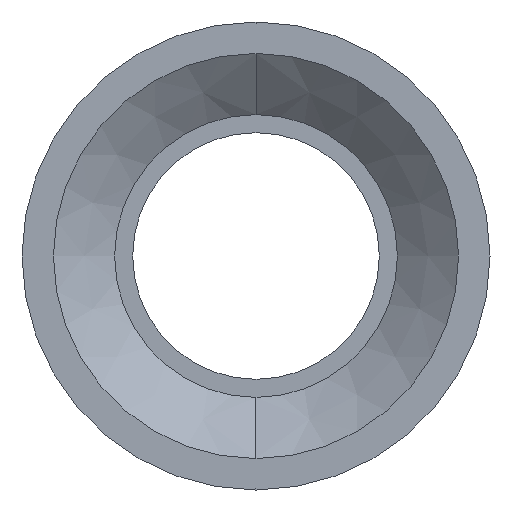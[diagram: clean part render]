
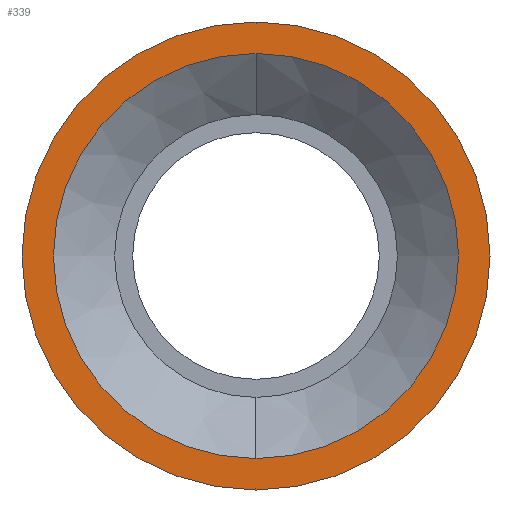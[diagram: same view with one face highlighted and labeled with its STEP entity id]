
A CAD part, left-side view. The second image highlights one B-rep face of the part: STEP entity #339.
In plain terms, the highlighted planar face has unit normal (-1, 0, 0).
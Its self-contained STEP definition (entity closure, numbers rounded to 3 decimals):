
#6 = EDGE_CURVE ( 'NONE', #264, #127, #368, .T. ) ;
#14 = DIRECTION ( 'NONE',  ( 0., 0., 1. ) ) ;
#21 = EDGE_LOOP ( 'NONE', ( #95, #183 ) ) ;
#41 = DIRECTION ( 'NONE',  ( -1., 0., 0. ) ) ;
#54 = CARTESIAN_POINT ( 'NONE',  ( -15., 0., 0. ) ) ;
#59 = AXIS2_PLACEMENT_3D ( 'NONE', #541, #419, #363 ) ;
#66 = CIRCLE ( 'NONE', #336, 20.772 ) ;
#74 = ORIENTED_EDGE ( 'NONE', *, *, #6, .T. ) ;
#78 = DIRECTION ( 'NONE',  ( 0., 0., 1. ) ) ;
#95 = ORIENTED_EDGE ( 'NONE', *, *, #550, .F. ) ;
#106 = EDGE_LOOP ( 'NONE', ( #260, #74 ) ) ;
#127 = VERTEX_POINT ( 'NONE', #570 ) ;
#181 = FACE_OUTER_BOUND ( 'NONE', #106, .T. ) ;
#183 = ORIENTED_EDGE ( 'NONE', *, *, #496, .F. ) ;
#260 = ORIENTED_EDGE ( 'NONE', *, *, #310, .T. ) ;
#264 = VERTEX_POINT ( 'NONE', #493 ) ;
#267 = AXIS2_PLACEMENT_3D ( 'NONE', #342, #473, #78 ) ;
#271 = VERTEX_POINT ( 'NONE', #545 ) ;
#276 = CARTESIAN_POINT ( 'NONE',  ( -15., 0., 0. ) ) ;
#310 = EDGE_CURVE ( 'NONE', #127, #264, #415, .T. ) ;
#336 = AXIS2_PLACEMENT_3D ( 'NONE', #276, #353, #349 ) ;
#339 = ADVANCED_FACE ( 'NONE', ( #430, #181 ), #497, .F. ) ;
#342 = CARTESIAN_POINT ( 'NONE',  ( -15., 0., 0. ) ) ;
#349 = DIRECTION ( 'NONE',  ( 0., 0., 1. ) ) ;
#353 = DIRECTION ( 'NONE',  ( -1., 0., 0. ) ) ;
#363 = DIRECTION ( 'NONE',  ( 0., 0., -1. ) ) ;
#368 = CIRCLE ( 'NONE', #399, 24. ) ;
#399 = AXIS2_PLACEMENT_3D ( 'NONE', #569, #41, #404 ) ;
#404 = DIRECTION ( 'NONE',  ( 0., 0., 1. ) ) ;
#415 = CIRCLE ( 'NONE', #519, 24. ) ;
#419 = DIRECTION ( 'NONE',  ( 1., 0., 0. ) ) ;
#421 = CIRCLE ( 'NONE', #267, 20.772 ) ;
#430 = FACE_BOUND ( 'NONE', #21, .T. ) ;
#452 = DIRECTION ( 'NONE',  ( -1., 0., 0. ) ) ;
#470 = CARTESIAN_POINT ( 'NONE',  ( -15., 0., -20.772 ) ) ;
#473 = DIRECTION ( 'NONE',  ( -1., 0., 0. ) ) ;
#493 = CARTESIAN_POINT ( 'NONE',  ( -15., 0., -24. ) ) ;
#496 = EDGE_CURVE ( 'NONE', #531, #271, #421, .T. ) ;
#497 = PLANE ( 'NONE',  #59 ) ;
#519 = AXIS2_PLACEMENT_3D ( 'NONE', #54, #452, #14 ) ;
#531 = VERTEX_POINT ( 'NONE', #470 ) ;
#541 = CARTESIAN_POINT ( 'NONE',  ( -15., 20.772, 0. ) ) ;
#545 = CARTESIAN_POINT ( 'NONE',  ( -15., 0., 20.772 ) ) ;
#550 = EDGE_CURVE ( 'NONE', #271, #531, #66, .T. ) ;
#569 = CARTESIAN_POINT ( 'NONE',  ( -15., 0., 0. ) ) ;
#570 = CARTESIAN_POINT ( 'NONE',  ( -15., 0., 24. ) ) ;
